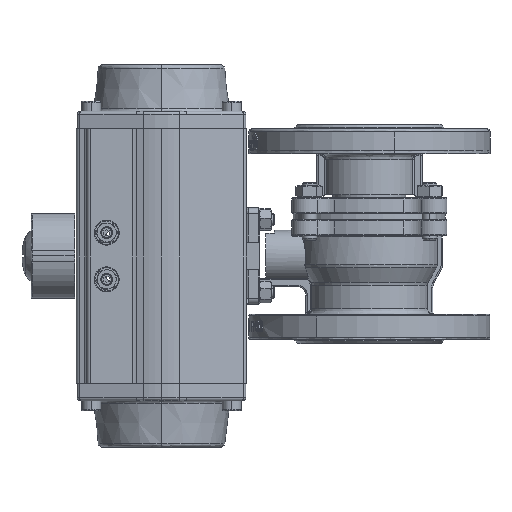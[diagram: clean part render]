
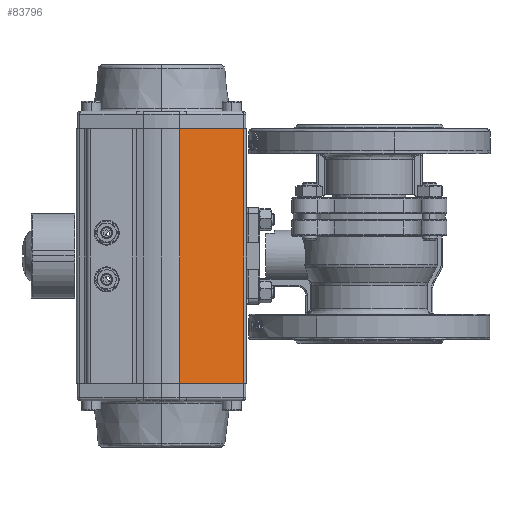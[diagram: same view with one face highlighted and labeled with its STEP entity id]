
A CAD part, front view. The second image highlights one B-rep face of the part: STEP entity #83796.
In plain terms, the highlighted planar face has unit normal (-0.243, 0.97, 0).
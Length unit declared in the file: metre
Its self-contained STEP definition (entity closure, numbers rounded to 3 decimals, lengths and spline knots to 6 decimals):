
#1439 = VERTEX_POINT ( 'NONE', #41871 ) ;
#8886 = VERTEX_POINT ( 'NONE', #54270 ) ;
#9401 = ORIENTED_EDGE ( 'NONE', *, *, #40872, .T. ) ;
#11095 = CARTESIAN_POINT ( 'NONE',  ( -0.066578, -0.03471, 0.2385 ) ) ;
#17426 = ORIENTED_EDGE ( 'NONE', *, *, #71839, .T. ) ;
#21195 = CARTESIAN_POINT ( 'NONE',  ( -0.066578, -0.03471, 0.0645 ) ) ;
#23949 = PLANE ( 'NONE',  #58678 ) ;
#24284 = VECTOR ( 'NONE', #77599, 1. ) ;
#29610 = CARTESIAN_POINT ( 'NONE',  ( -0.068472, -0.035183, 0.2385 ) ) ;
#29959 = EDGE_LOOP ( 'NONE', ( #17426, #81373, #98391, #9401 ) ) ;
#31508 = CARTESIAN_POINT ( 'NONE',  ( -0.066578, -0.03471, 0.2385 ) ) ;
#35862 = VERTEX_POINT ( 'NONE', #74756 ) ;
#39918 = CARTESIAN_POINT ( 'NONE',  ( -0.112452, -0.046185, 0.2385 ) ) ;
#40872 = EDGE_CURVE ( 'NONE', #35862, #1439, #64360, .T. ) ;
#41871 = CARTESIAN_POINT ( 'NONE',  ( -0.068472, -0.035183, 0.2385 ) ) ;
#43751 = VERTEX_POINT ( 'NONE', #60312 ) ;
#47162 = VECTOR ( 'NONE', #51874, 1. ) ;
#51874 = DIRECTION ( 'NONE',  ( -0.97, -0.243, 0. ) ) ;
#54270 = CARTESIAN_POINT ( 'NONE',  ( -0.068472, -0.035183, 0.0645 ) ) ;
#58678 = AXIS2_PLACEMENT_3D ( 'NONE', #31508, #78674, #77685 ) ;
#60312 = CARTESIAN_POINT ( 'NONE',  ( -0.112452, -0.046185, 0.0645 ) ) ;
#60897 = LINE ( 'NONE', #21195, #47162 ) ;
#61733 = DIRECTION ( 'NONE',  ( 0., 0., -1. ) ) ;
#63516 = LINE ( 'NONE', #39918, #24284 ) ;
#64360 = LINE ( 'NONE', #11095, #84033 ) ;
#67778 = LINE ( 'NONE', #29610, #78255 ) ;
#71839 = EDGE_CURVE ( 'NONE', #1439, #8886, #67778, .T. ) ;
#74756 = CARTESIAN_POINT ( 'NONE',  ( -0.112452, -0.046185, 0.2385 ) ) ;
#77599 = DIRECTION ( 'NONE',  ( 0., 0., 1. ) ) ;
#77685 = DIRECTION ( 'NONE',  ( -0.97, -0.243, 0. ) ) ;
#78255 = VECTOR ( 'NONE', #61733, 1. ) ;
#78674 = DIRECTION ( 'NONE',  ( -0.243, 0.97, 0. ) ) ;
#79158 = FACE_OUTER_BOUND ( 'NONE', #29959, .T. ) ;
#79574 = EDGE_CURVE ( 'NONE', #8886, #43751, #60897, .T. ) ;
#81373 = ORIENTED_EDGE ( 'NONE', *, *, #79574, .T. ) ;
#83796 = ADVANCED_FACE ( 'NONE', ( #79158 ), #23949, .T. ) ;
#84033 = VECTOR ( 'NONE', #96488, 1. ) ;
#91187 = EDGE_CURVE ( 'NONE', #43751, #35862, #63516, .T. ) ;
#96488 = DIRECTION ( 'NONE',  ( 0.97, 0.243, 0. ) ) ;
#98391 = ORIENTED_EDGE ( 'NONE', *, *, #91187, .T. ) ;
